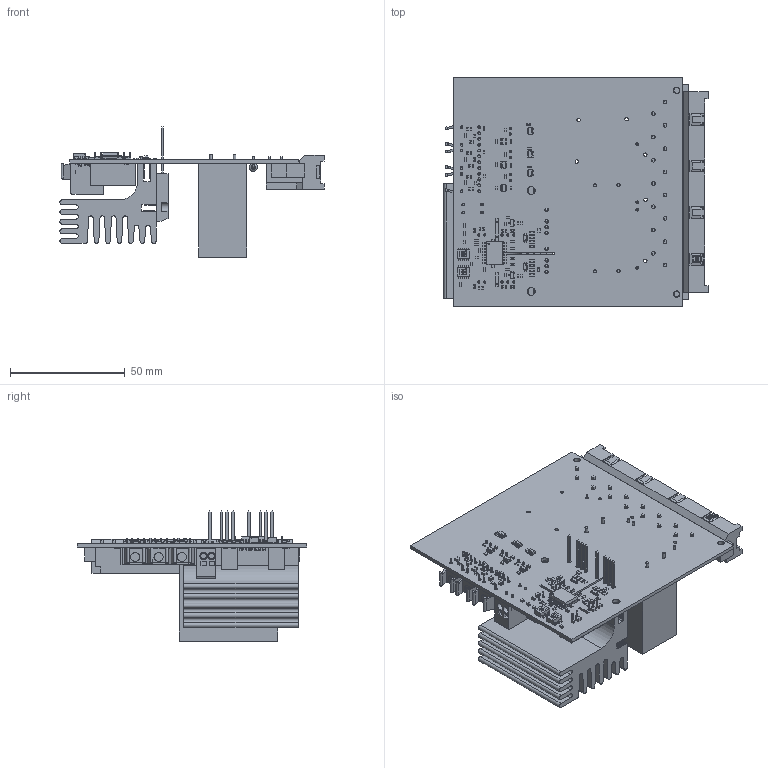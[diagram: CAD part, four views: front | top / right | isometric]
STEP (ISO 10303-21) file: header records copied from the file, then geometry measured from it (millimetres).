
FILE_DESCRIPTION(('KiCad electronic assembly'),'2;1');
FILE_NAME('HalfBridge_SiC.step','2024-11-09T02:34:16',('Pcbnew'),( 'Kicad'),'Open CASCADE STEP processor 7.8','KiCad to STEP converter' ,'Unknown');
FILE_SCHEMA(('AUTOMOTIVE_DESIGN { 1 0 10303 214 1 1 1 1 }'));
Length unit declared in the file: millimetre
Products named in the file (54): HalfBridge_SiC 1; D_SOD-123; D_SOD_123; R_0603_1608Metric; C_0603_1608Metric; LED_0603_1608Metric; C_0805_2012Metric; SOT-23-6; SOT_23_6; R_0805_2012Metric; SOIC-16W_7.5x10.3mm_P1.27mm; SOIC_16W_75x103mm_P127mm; SOT-23-5; SOT_23_5; CAS-D20B1; SOT-23; SOT_23; L_0603_1608Metric; R_Axial_DIN0411_L9.9mm_D3.6mm_P25.40mm_Horizontal; R_Axial_DIN0411_L99mm_D36mm_P2540mm_Horizontal; C4AUNBW5100M3FJ; CFP_RB4_42X40X20_L43H41T21S37.5S110.2LL4F1.25; Broadcom_AFBR-16xxZ_Horizontal; PhoenixContact_SPT_1.5_2-H-3.5_1x02_P3.5mm_Horizontal; CQ assembly; PinHeader_1x02_P2.54mm_Horizontal; PinHeader_1x02_P254mm_Horizontal; R_4020_10251Metric; T1M-02-F-SH-L; SK 687 50 SK; sk687; TO-247-4_Vertical; RKZ_xx2005D; RKZ-xx2005D_case; RKZ-xx2005D_pin1(+Vin); RKZ-xx2005D_pin7(+Vout); RKZ-xx2005D_pin5(-Vout); RKZ-xx2005D_pin6(Com); RKZ-xx2005D_pin2(-Vin); RKZ-xx2005D_potting ...
Assembly tree (147 placements, depth 3):
  HalfBridge_SiC 1
    D_SOD-123  x2
      D_SOD_123
    R_0603_1608Metric  x23
      R_0603_1608Metric
    C_0603_1608Metric  x20
      C_0603_1608Metric
    LED_0603_1608Metric  x4
      LED_0603_1608Metric
    C_0805_2012Metric  x18
      C_0805_2012Metric
    SOT-23-6  x3
      SOT_23_6
    R_0805_2012Metric  x12
      R_0805_2012Metric
    SOIC-16W_7.5x10.3mm_P1.27mm
      SOIC_16W_75x103mm_P127mm
    SOT-23-5  x3
      SOT_23_5
    CAS-D20B1  x2
      CAS-D20B1
    SOT-23  x2
      SOT_23
    L_0603_1608Metric  x6
      L_0603_1608Metric
    R_Axial_DIN0411_L9.9mm_D3.6mm_P25.40mm_Horizontal  x2
      R_Axial_DIN0411_L99mm_D36mm_P2540mm_Horizontal
    C4AUNBW5100M3FJ
      CFP_RB4_42X40X20_L43H41T21S37.5S110.2LL4F1.25
    Broadcom_AFBR-16xxZ_Horizontal  x3
      Broadcom_AFBR-16xxZ_Horizontal
    PhoenixContact_SPT_1.5_2-H-3.5_1x02_P3.5mm_Horizontal
      CQ assembly
    PinHeader_1x02_P2.54mm_Horizontal  x3
      PinHeader_1x02_P254mm_Horizontal
    R_4020_10251Metric  x2
      R_4020_10251Metric
    T1M-02-F-SH-L  x3
      T1M-02-F-SH-L
    SK 687 50 SK
      sk687
    TO-247-4_Vertical  x2
      TO-247-4_Vertical
    RKZ_xx2005D  x2
      RKZ-xx2005D_case
      RKZ-xx2005D_pin1(+Vin)
      RKZ-xx2005D_pin7(+Vout)
      RKZ-xx2005D_pin5(-Vout)
      RKZ-xx2005D_pin6(Com)
      RKZ-xx2005D_pin2(-Vin)
      RKZ-xx2005D_potting
    c-413638-e-c-3d
      C-413638-E
    _autosave-HalfBridge_SiC_PCB
Bounding box: 115.34 x 100 x 56.83 mm (x, y, z)
Volume: 115126.3 mm3; surface area: 71141.9 mm2
Topology: 147 solids, 147 shells, 6247 faces, 16289 edges, 10572 vertices
Faces by surface type: plane 4360, cylinder 1546, bspline 323, cone 10, torus 8
Full cylindrical faces by diameter (mm): 0.5 x2, 0.6 x1, 0.8 x8, 1 x16, 1.1 x8, 1.2 x22, 1.4 x4, 1.5 x14, 1.6 x15, 2.8 x2, 3.2 x2, 3.24 x2, 3.4 x2, 3.6 x4, 3.61 x2, 4 x3, 7.19 x2, 7.4 x2
Entity records: 88774 total; most frequent: CARTESIAN_POINT 14520, ORIENTED_EDGE 13296, DIRECTION 12528, EDGE_CURVE 6648, LINE 5400, VECTOR 5400, VERTEX_POINT 4306, AXIS2_PLACEMENT_3D 3564
